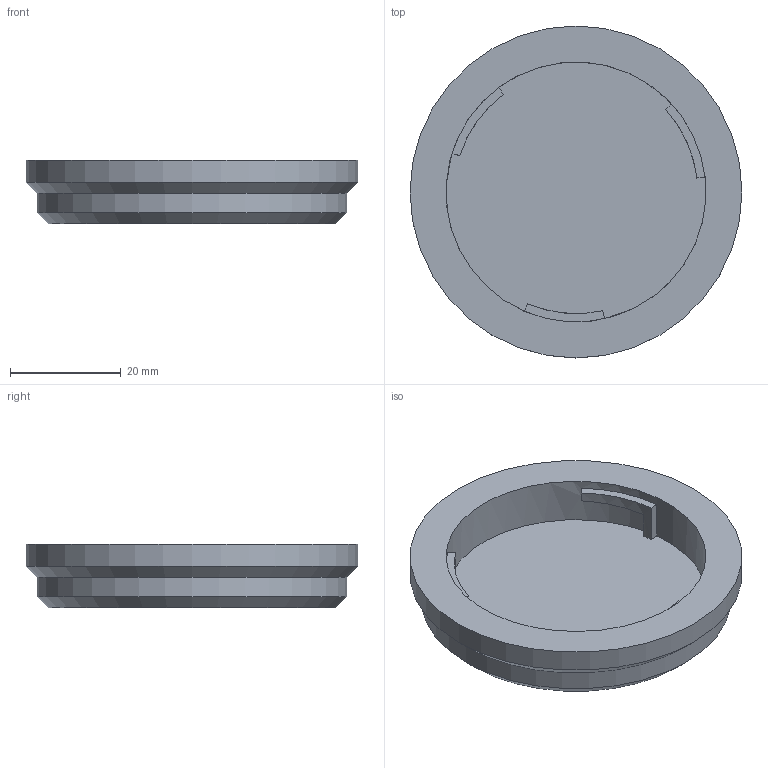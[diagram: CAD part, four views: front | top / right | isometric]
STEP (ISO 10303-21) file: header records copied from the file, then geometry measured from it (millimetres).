
FILE_DESCRIPTION(/* description */ (''),/* implementation_level */ '2;1');
FILE_NAME(/* name */ 'baseRearCap_sonyE',/* time_stamp */ '2023-12-05T18:50:01-05:00',/* author */ ('George Moua'),/* organization */ ('Archive 663'),/* preprocessor_version */ 'ST-DEVELOPER v16.7',/* originating_system */ 'Solid Edge',/* authorisation */ 'Unknown');
FILE_SCHEMA (('AUTOMOTIVE_DESIGN {1 0 10303 214 3 1 1}'));
Length unit declared in the file: millimetre
Products named in the file (3): mountLensBase; mountLensBase_sonyE_oa_0; baseRearCap_sonyE
Assembly tree (2 placements, depth 3):
  mountLensBase
    mountLensBase_sonyE_oa_0
      baseRearCap_sonyE
Bounding box: 60 x 60 x 11.5 mm (x, y, z)
Volume: 14863.7 mm3; surface area: 8896.3 mm2
Topology: 1 solids, 1 shells, 46 faces, 121 edges, 80 vertices
Faces by surface type: plane 33, cylinder 6, cone 4, bspline 3
Full cylindrical faces by diameter (mm): 47 x1, 56 x1, 60 x1
Entity records: 1474 total; most frequent: CARTESIAN_POINT 314, ORIENTED_EDGE 224, DIRECTION 218, EDGE_CURVE 112, VERTEX_POINT 78, LINE 78, VECTOR 78, AXIS2_PLACEMENT_3D 70
